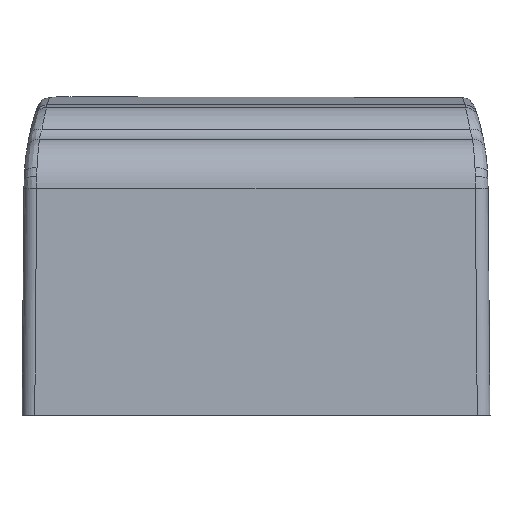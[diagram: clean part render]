
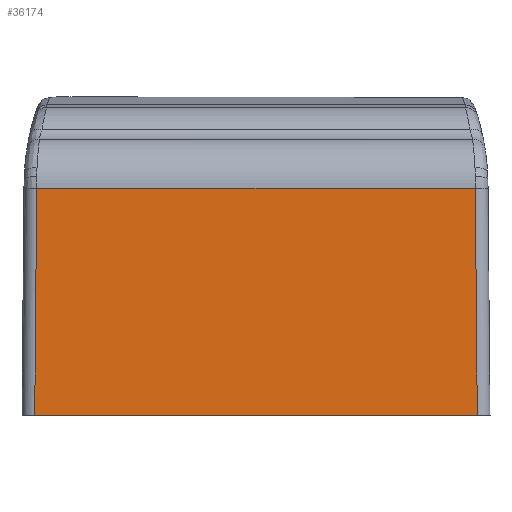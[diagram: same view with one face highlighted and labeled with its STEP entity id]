
A CAD part, front view. The second image highlights one B-rep face of the part: STEP entity #36174.
In plain terms, the highlighted planar face has unit normal (0, -1, 0.009).
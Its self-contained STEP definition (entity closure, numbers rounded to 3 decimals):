
#171 = VERTEX_POINT ( 'NONE', #55827 ) ;
#553 = EDGE_LOOP ( 'NONE', ( #22591, #46359, #45336, #15447 ) ) ;
#3128 = EDGE_CURVE ( 'NONE', #13869, #25870, #11117, .T. ) ;
#3770 = VECTOR ( 'NONE', #27334, 1000. ) ;
#6694 = CARTESIAN_POINT ( 'NONE',  ( 0., -95., 60. ) ) ;
#10081 = CARTESIAN_POINT ( 'NONE',  ( 69.524, -95.524, 0. ) ) ;
#11117 = LINE ( 'NONE', #16669, #41143 ) ;
#12350 = DIRECTION ( 'NONE',  ( 0., -0.009, -1. ) ) ;
#13869 = VERTEX_POINT ( 'NONE', #23704 ) ;
#15447 = ORIENTED_EDGE ( 'NONE', *, *, #48914, .T. ) ;
#15528 = DIRECTION ( 'NONE',  ( 1., 0., 0. ) ) ;
#16669 = CARTESIAN_POINT ( 'NONE',  ( 73., -95.524, 0. ) ) ;
#17290 = PLANE ( 'NONE',  #28967 ) ;
#18712 = VECTOR ( 'NONE', #61946, 1000. ) ;
#20065 = VECTOR ( 'NONE', #24811, 1000. ) ;
#22363 = CARTESIAN_POINT ( 'NONE',  ( -73.524, -94.902, 71.236 ) ) ;
#22591 = ORIENTED_EDGE ( 'NONE', *, *, #41842, .F. ) ;
#23704 = CARTESIAN_POINT ( 'NONE',  ( -69.524, -95.524, 0. ) ) ;
#24811 = DIRECTION ( 'NONE',  ( 0.009, 0.009, 1. ) ) ;
#25870 = VERTEX_POINT ( 'NONE', #10081 ) ;
#27334 = DIRECTION ( 'NONE',  ( 1., 0., 0. ) ) ;
#28967 = AXIS2_PLACEMENT_3D ( 'NONE', #6694, #46144, #12350 ) ;
#35083 = LINE ( 'NONE', #58604, #20065 ) ;
#36174 = ADVANCED_FACE ( 'NONE', ( #44291 ), #17290, .T. ) ;
#41143 = VECTOR ( 'NONE', #15528, 1000. ) ;
#41842 = EDGE_CURVE ( 'NONE', #171, #57258, #47094, .T. ) ;
#44291 = FACE_OUTER_BOUND ( 'NONE', #553, .T. ) ;
#45336 = ORIENTED_EDGE ( 'NONE', *, *, #3128, .T. ) ;
#46144 = DIRECTION ( 'NONE',  ( 0., -1., 0.009 ) ) ;
#46359 = ORIENTED_EDGE ( 'NONE', *, *, #68316, .F. ) ;
#47094 = LINE ( 'NONE', #22363, #3770 ) ;
#48914 = EDGE_CURVE ( 'NONE', #25870, #57258, #63746, .T. ) ;
#55827 = CARTESIAN_POINT ( 'NONE',  ( -68.902, -94.902, 71.236 ) ) ;
#57258 = VERTEX_POINT ( 'NONE', #58986 ) ;
#58604 = CARTESIAN_POINT ( 'NONE',  ( -68.995, -94.995, 60.602 ) ) ;
#58986 = CARTESIAN_POINT ( 'NONE',  ( 68.902, -94.902, 71.236 ) ) ;
#61946 = DIRECTION ( 'NONE',  ( -0.009, 0.009, 1. ) ) ;
#63746 = LINE ( 'NONE', #67665, #18712 ) ;
#67665 = CARTESIAN_POINT ( 'NONE',  ( 69.524, -95.524, 0. ) ) ;
#68316 = EDGE_CURVE ( 'NONE', #13869, #171, #35083, .T. ) ;
